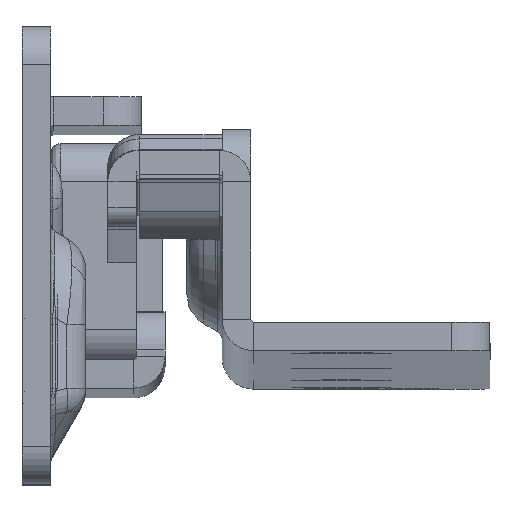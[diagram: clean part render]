
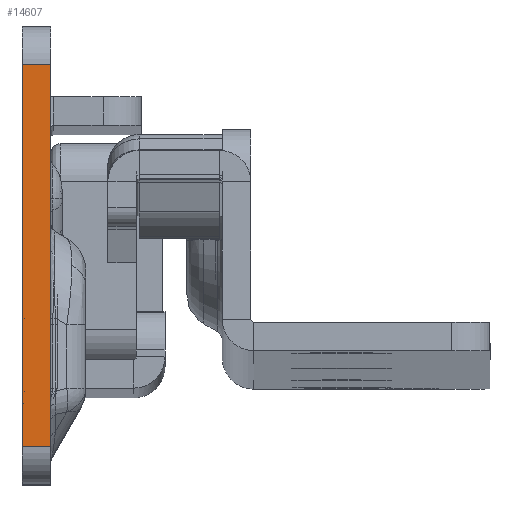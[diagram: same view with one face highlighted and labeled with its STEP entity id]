
A CAD part, top view. The second image highlights one B-rep face of the part: STEP entity #14607.
In plain terms, the highlighted planar face has unit normal (0, 0, 1).
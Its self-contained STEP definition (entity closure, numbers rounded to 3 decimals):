
#19 = CARTESIAN_POINT ( 'NONE',  ( -142.194, -21.7, 0. ) ) ;
#876 = DIRECTION ( 'NONE',  ( 1., 0., 0. ) ) ;
#1304 = DIRECTION ( 'NONE',  ( 0., -1., 0. ) ) ;
#2107 = ORIENTED_EDGE ( 'NONE', *, *, #12284, .F. ) ;
#2283 = DIRECTION ( 'NONE',  ( 0., 0., 1. ) ) ;
#2702 = CARTESIAN_POINT ( 'NONE',  ( 0., -29.094, 0. ) ) ;
#2900 = CARTESIAN_POINT ( 'NONE',  ( -3., 18.3, 0. ) ) ;
#2932 = VECTOR ( 'NONE', #1304, 1000. ) ;
#2936 = ORIENTED_EDGE ( 'NONE', *, *, #11876, .T. ) ;
#4570 = EDGE_LOOP ( 'NONE', ( #2107, #12105, #2936, #6395 ) ) ;
#4765 = CARTESIAN_POINT ( 'NONE',  ( -3., -21.7, 0. ) ) ;
#4919 = PLANE ( 'NONE',  #16218 ) ;
#5386 = DIRECTION ( 'NONE',  ( 1., 0., 0. ) ) ;
#6174 = CARTESIAN_POINT ( 'NONE',  ( -3., -29.094, 0. ) ) ;
#6395 = ORIENTED_EDGE ( 'NONE', *, *, #14322, .T. ) ;
#6935 = VECTOR ( 'NONE', #5386, 1000. ) ;
#7570 = LINE ( 'NONE', #2702, #2932 ) ;
#7679 = FACE_OUTER_BOUND ( 'NONE', #4570, .T. ) ;
#7784 = CARTESIAN_POINT ( 'NONE',  ( 0., -21.7, 0. ) ) ;
#8050 = VERTEX_POINT ( 'NONE', #7784 ) ;
#9268 = DIRECTION ( 'NONE',  ( 0., -1., 0. ) ) ;
#10024 = VERTEX_POINT ( 'NONE', #11335 ) ;
#10309 = CARTESIAN_POINT ( 'NONE',  ( -3., -29.094, 0. ) ) ;
#10772 = EDGE_CURVE ( 'NONE', #17227, #10024, #11090, .T. ) ;
#11090 = LINE ( 'NONE', #2900, #16649 ) ;
#11335 = CARTESIAN_POINT ( 'NONE',  ( 0., 18.3, 0. ) ) ;
#11876 = EDGE_CURVE ( 'NONE', #17227, #15050, #11883, .T. ) ;
#11883 = LINE ( 'NONE', #6174, #12214 ) ;
#12078 = LINE ( 'NONE', #19, #6935 ) ;
#12105 = ORIENTED_EDGE ( 'NONE', *, *, #10772, .F. ) ;
#12214 = VECTOR ( 'NONE', #9268, 1000. ) ;
#12284 = EDGE_CURVE ( 'NONE', #10024, #8050, #7570, .T. ) ;
#12785 = CARTESIAN_POINT ( 'NONE',  ( -3., 18.3, 0. ) ) ;
#13646 = DIRECTION ( 'NONE',  ( 1., 0., 0. ) ) ;
#14322 = EDGE_CURVE ( 'NONE', #15050, #8050, #12078, .T. ) ;
#14607 = ADVANCED_FACE ( 'NONE', ( #7679 ), #4919, .T. ) ;
#15050 = VERTEX_POINT ( 'NONE', #4765 ) ;
#16218 = AXIS2_PLACEMENT_3D ( 'NONE', #10309, #2283, #876 ) ;
#16649 = VECTOR ( 'NONE', #13646, 1000. ) ;
#17227 = VERTEX_POINT ( 'NONE', #12785 ) ;
